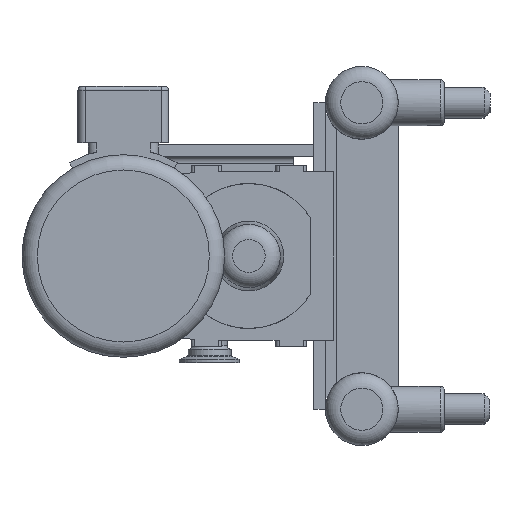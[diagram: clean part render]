
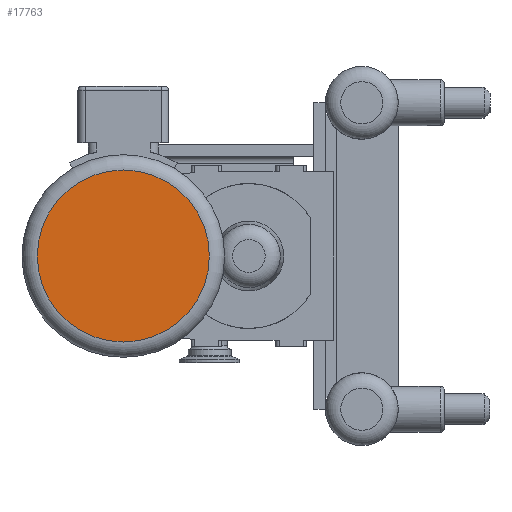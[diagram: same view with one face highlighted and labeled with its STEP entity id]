
A CAD part, left-side view. The second image highlights one B-rep face of the part: STEP entity #17763.
In plain terms, the highlighted planar face has unit normal (-1, 0, 0).
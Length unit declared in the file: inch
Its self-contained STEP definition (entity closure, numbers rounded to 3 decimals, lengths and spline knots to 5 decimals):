
#1014=CIRCLE('',#18850,2.8065);
#1015=CIRCLE('',#18851,2.8065);
#2175=FACE_OUTER_BOUND('',#3230,.T.);
#3230=EDGE_LOOP('',(#11749,#11750));
#7158=VERTEX_POINT('',#26121);
#7159=VERTEX_POINT('',#26123);
#8953=EDGE_CURVE('',#7158,#7159,#1014,.T.);
#8954=EDGE_CURVE('',#7159,#7158,#1015,.T.);
#11749=ORIENTED_EDGE('',*,*,#8954,.F.);
#11750=ORIENTED_EDGE('',*,*,#8953,.F.);
#17260=PLANE('',#18853);
#17763=ADVANCED_FACE('',(#2175),#17260,.T.);
#18850=AXIS2_PLACEMENT_3D('',#26124,#20829,#20830);
#18851=AXIS2_PLACEMENT_3D('',#26125,#20831,#20832);
#18853=AXIS2_PLACEMENT_3D('',#26127,#20835,#20836);
#20829=DIRECTION('center_axis',(1.,0.,0.));
#20830=DIRECTION('ref_axis',(0.,0.,
1.));
#20831=DIRECTION('center_axis',(1.,0.,0.));
#20832=DIRECTION('ref_axis',(0.,0.,
1.));
#20835=DIRECTION('center_axis',(-1.,0.,0.));
#20836=DIRECTION('ref_axis',(0.,1.,0.));
#26121=CARTESIAN_POINT('',(-28.266,5.6195,0.));
#26123=CARTESIAN_POINT('',(-28.266,2.813,-2.8065));
#26124=CARTESIAN_POINT('Origin',(-28.266,2.813,0.));
#26125=CARTESIAN_POINT('Origin',(-28.266,2.813,0.));
#26127=CARTESIAN_POINT('Origin',(-28.266,2.813,-3.3065));
